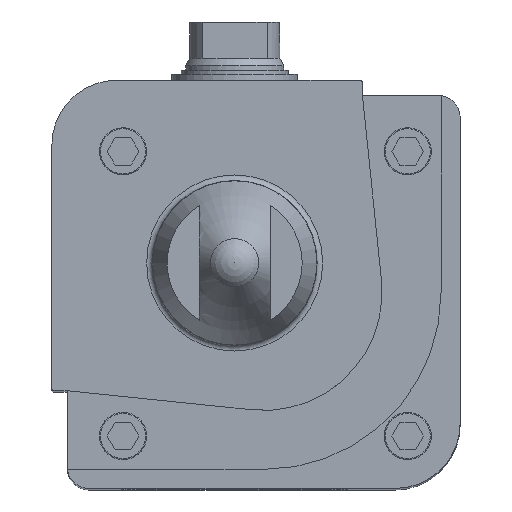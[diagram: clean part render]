
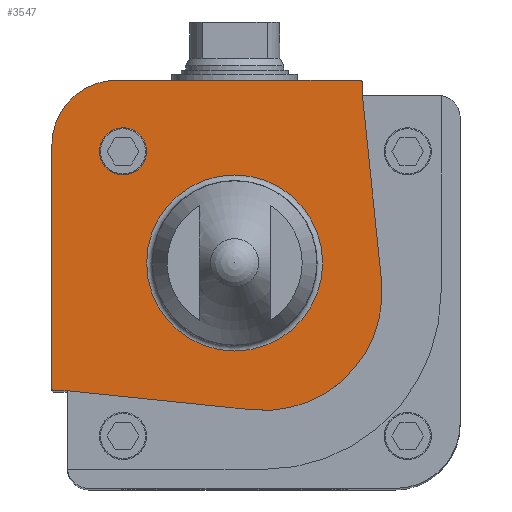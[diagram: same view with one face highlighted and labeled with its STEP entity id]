
A CAD part, top view. The second image highlights one B-rep face of the part: STEP entity #3547.
In plain terms, the highlighted planar face has unit normal (0, 0, 1).
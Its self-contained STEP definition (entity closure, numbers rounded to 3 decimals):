
#111=PLANE('',#3860);
#264=LINE('',#5482,#570);
#270=LINE('',#5497,#576);
#275=LINE('',#5531,#581);
#281=LINE('',#5554,#587);
#282=LINE('',#5561,#588);
#283=LINE('',#5565,#589);
#570=VECTOR('',#4293,1000.);
#576=VECTOR('',#4307,1000.);
#581=VECTOR('',#4342,1000.);
#587=VECTOR('',#4364,1000.);
#588=VECTOR('',#4375,1000.);
#589=VECTOR('',#4378,1000.);
#972=ORIENTED_EDGE('',*,*,#1889,.T.);
#973=ORIENTED_EDGE('',*,*,#1890,.F.);
#974=ORIENTED_EDGE('',*,*,#1891,.T.);
#975=ORIENTED_EDGE('',*,*,#1892,.F.);
#976=ORIENTED_EDGE('',*,*,#1874,.T.);
#977=ORIENTED_EDGE('',*,*,#1879,.T.);
#978=ORIENTED_EDGE('',*,*,#1886,.T.);
#979=ORIENTED_EDGE('',*,*,#1888,.T.);
#980=ORIENTED_EDGE('',*,*,#1850,.T.);
#981=ORIENTED_EDGE('',*,*,#1854,.T.);
#982=ORIENTED_EDGE('',*,*,#1858,.T.);
#983=ORIENTED_EDGE('',*,*,#1893,.T.);
#1850=EDGE_CURVE('',#2316,#2315,#264,.T.);
#1854=EDGE_CURVE('',#2315,#2318,#2648,.T.);
#1858=EDGE_CURVE('',#2318,#2320,#270,.T.);
#1874=EDGE_CURVE('',#2335,#2334,#275,.T.);
#1879=EDGE_CURVE('',#2334,#2337,#2661,.T.);
#1886=EDGE_CURVE('',#2337,#2343,#281,.T.);
#1888=EDGE_CURVE('',#2343,#2316,#2667,.T.);
#1889=EDGE_CURVE('',#2344,#2344,#2668,.T.);
#1890=EDGE_CURVE('',#2345,#2320,#282,.T.);
#1891=EDGE_CURVE('',#2345,#2346,#2669,.T.);
#1892=EDGE_CURVE('',#2335,#2346,#283,.T.);
#1893=EDGE_CURVE('',#2347,#2347,#2670,.T.);
#2315=VERTEX_POINT('',#5481);
#2316=VERTEX_POINT('',#5483);
#2318=VERTEX_POINT('',#5489);
#2320=VERTEX_POINT('',#5496);
#2334=VERTEX_POINT('',#5530);
#2335=VERTEX_POINT('',#5532);
#2337=VERTEX_POINT('',#5539);
#2343=VERTEX_POINT('',#5553);
#2344=VERTEX_POINT('',#5560);
#2345=VERTEX_POINT('',#5562);
#2346=VERTEX_POINT('',#5564);
#2347=VERTEX_POINT('',#5567);
#2648=CIRCLE('',#3832,1.2);
#2661=CIRCLE('',#3851,1.2);
#2667=CIRCLE('',#3859,33.);
#2668=CIRCLE('',#3861,12.);
#2669=CIRCLE('',#3862,60.);
#2670=CIRCLE('',#3863,44.794);
#2823=EDGE_LOOP('',(#972));
#2824=EDGE_LOOP('',(#973,#974,#975,#976,#977,#978,#979,#980,#981,#982));
#2825=EDGE_LOOP('',(#983));
#3165=FACE_BOUND('',#2823,.T.);
#3166=FACE_BOUND('',#2824,.T.);
#3167=FACE_BOUND('',#2825,.T.);
#3547=ADVANCED_FACE('',(#3165,#3166,#3167),#111,.T.);
#3832=AXIS2_PLACEMENT_3D('',#5490,#4300,#4301);
#3851=AXIS2_PLACEMENT_3D('',#5540,#4350,#4351);
#3859=AXIS2_PLACEMENT_3D('',#5557,#4369,#4370);
#3860=AXIS2_PLACEMENT_3D('',#5558,#4371,#4372);
#3861=AXIS2_PLACEMENT_3D('',#5559,#4373,#4374);
#3862=AXIS2_PLACEMENT_3D('',#5563,#4376,#4377);
#3863=AXIS2_PLACEMENT_3D('',#5566,#4379,#4380);
#4293=DIRECTION('',(0.,-1.,0.));
#4300=DIRECTION('',(0.,0.,1.));
#4301=DIRECTION('',(1.,0.,0.));
#4307=DIRECTION('',(1.,0.,0.));
#4342=DIRECTION('',(0.,1.,0.));
#4350=DIRECTION('',(0.,0.,1.));
#4351=DIRECTION('',(1.,0.,0.));
#4364=DIRECTION('',(-1.,0.,0.));
#4369=DIRECTION('',(0.,0.,1.));
#4370=DIRECTION('',(1.,0.,0.));
#4371=DIRECTION('',(0.,0.,1.));
#4372=DIRECTION('',(1.,0.,0.));
#4373=DIRECTION('',(0.,0.,-1.));
#4374=DIRECTION('',(-1.,0.,0.));
#4375=DIRECTION('',(-0.995,0.102,0.));
#4376=DIRECTION('',(0.,0.,1.));
#4377=DIRECTION('',(1.,0.,0.));
#4378=DIRECTION('',(0.102,-0.995,0.));
#4379=DIRECTION('',(0.,0.,-1.));
#4380=DIRECTION('',(-1.,0.,0.));
#5481=CARTESIAN_POINT('',(-93.,-63.8,233.));
#5482=CARTESIAN_POINT('',(-93.,60.,233.));
#5483=CARTESIAN_POINT('',(-93.,60.,233.));
#5489=CARTESIAN_POINT('',(-91.8,-65.,233.));
#5490=CARTESIAN_POINT('',(-91.8,-63.8,233.));
#5496=CARTESIAN_POINT('',(-85.2,-65.,233.));
#5497=CARTESIAN_POINT('',(-91.8,-65.,233.));
#5530=CARTESIAN_POINT('',(65.,91.8,233.));
#5531=CARTESIAN_POINT('',(65.,85.2,233.));
#5532=CARTESIAN_POINT('',(65.,85.2,233.));
#5539=CARTESIAN_POINT('',(63.8,93.,233.));
#5540=CARTESIAN_POINT('',(63.8,91.8,233.));
#5553=CARTESIAN_POINT('',(-60.,93.,233.));
#5554=CARTESIAN_POINT('',(63.8,93.,233.));
#5557=CARTESIAN_POINT('',(-60.,60.,233.));
#5558=CARTESIAN_POINT('',(-91.8,-63.8,233.));
#5559=CARTESIAN_POINT('',(-56.8,56.8,233.));
#5560=CARTESIAN_POINT('',(-68.8,56.8,233.));
#5561=CARTESIAN_POINT('',(8.855,-74.684,233.));
#5562=CARTESIAN_POINT('',(8.855,-74.684,233.));
#5563=CARTESIAN_POINT('',(15.,-15.,233.));
#5564=CARTESIAN_POINT('',(74.684,-8.855,233.));
#5565=CARTESIAN_POINT('',(65.,85.2,233.));
#5566=CARTESIAN_POINT('',(0.,0.,233.));
#5567=CARTESIAN_POINT('',(-44.794,0.,233.));
